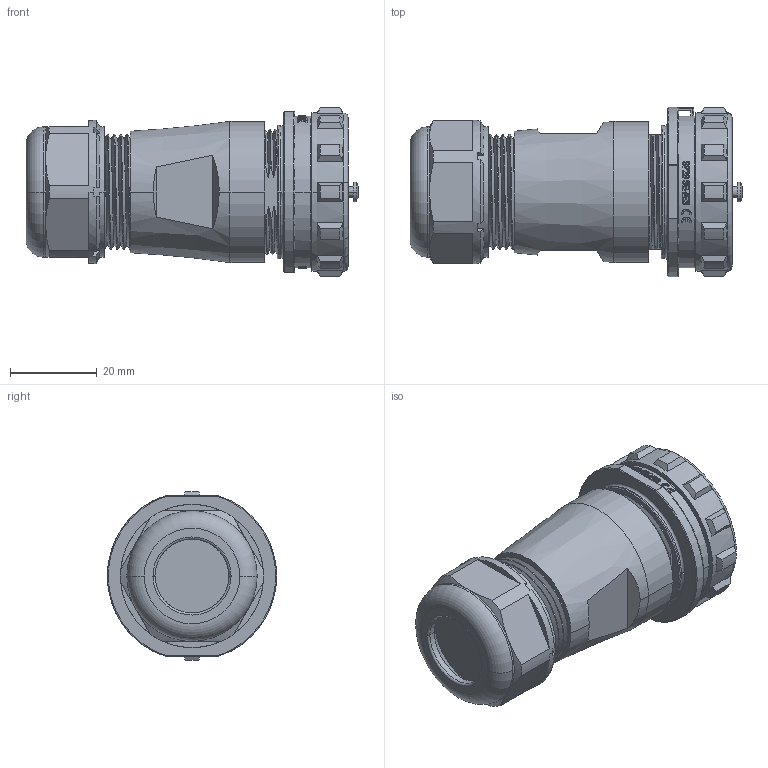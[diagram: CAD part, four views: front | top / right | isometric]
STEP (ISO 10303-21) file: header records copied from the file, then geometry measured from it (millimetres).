
FILE_DESCRIPTION((''),'2;1');
FILE_NAME('SP2911','2018-01-29T',('Administrator'),(''),'PRO/ENGINEER BY PARAMETRIC TECHNOLOGY CORPORATION, 2015240','PRO/ENGINEER BY PARAMETRIC TECHNOLOGY CORPORATION, 2015240','');
FILE_SCHEMA(('CONFIG_CONTROL_DESIGN'));
Length unit declared in the file: millimetre
Products named in the file (1): SP2911
Bounding box: 76.5 x 39 x 38.89 mm (x, y, z)
Volume: 54046.1 mm3; surface area: 16144 mm2
Topology: 1 solids, 2 shells, 583 faces, 1596 edges, 1051 vertices
Faces by surface type: plane 195, bspline 193, cylinder 113, cone 50, torus 18, sphere 10, extrusion 4
Entity records: 32528 total; most frequent: CARTESIAN_POINT 19069, ORIENTED_EDGE 3160, DIRECTION 2195, EDGE_CURVE 1586, VERTEX_POINT 1051, AXIS2_PLACEMENT_3D 796, EDGE_LOOP 630, VECTOR 603
